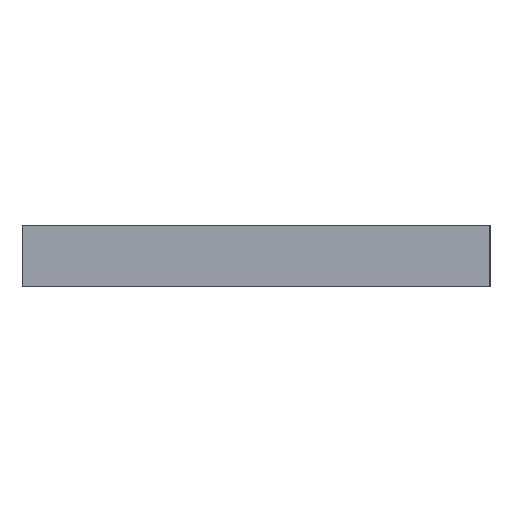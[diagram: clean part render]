
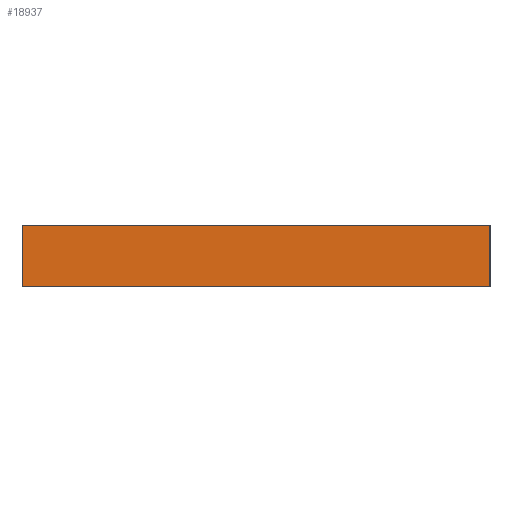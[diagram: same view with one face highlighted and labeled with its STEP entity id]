
A CAD part, left-side view. The second image highlights one B-rep face of the part: STEP entity #18937.
In plain terms, the highlighted planar face has unit normal (-1, 0, 0).
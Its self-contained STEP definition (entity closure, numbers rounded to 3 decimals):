
#2403=FACE_OUTER_BOUND('',#3463,.T.);
#3463=EDGE_LOOP('',(#17383,#17384,#17385,#17386));
#3862=LINE('',#29984,#5746);
#5344=LINE('',#33878,#7228);
#5347=LINE('',#33883,#7231);
#5348=LINE('',#33884,#7232);
#5746=VECTOR('',#20713,10.);
#7228=VECTOR('',#24453,10.);
#7231=VECTOR('',#24458,10.);
#7232=VECTOR('',#24459,10.);
#7796=VERTEX_POINT('',#29978);
#7798=VERTEX_POINT('',#29982);
#9080=VERTEX_POINT('',#33875);
#9081=VERTEX_POINT('',#33877);
#9926=EDGE_CURVE('',#7796,#7798,#3862,.T.);
#11848=EDGE_CURVE('',#9080,#9081,#5344,.T.);
#11851=EDGE_CURVE('',#7798,#9081,#5347,.T.);
#11852=EDGE_CURVE('',#7796,#9080,#5348,.T.);
#17383=ORIENTED_EDGE('',*,*,#9926,.T.);
#17384=ORIENTED_EDGE('',*,*,#11851,.T.);
#17385=ORIENTED_EDGE('',*,*,#11848,.F.);
#17386=ORIENTED_EDGE('',*,*,#11852,.F.);
#17944=PLANE('',#20160);
#18937=ADVANCED_FACE('',(#2403),#17944,.T.);
#20160=AXIS2_PLACEMENT_3D('',#33882,#24456,#24457);
#20713=DIRECTION('',(0.,1.,0.));
#24453=DIRECTION('',(0.,1.,0.));
#24456=DIRECTION('center_axis',(-1.,0.,0.));
#24457=DIRECTION('ref_axis',(0.,1.,0.));
#24458=DIRECTION('',(0.,0.,-1.));
#24459=DIRECTION('',(0.,0.,-1.));
#29978=CARTESIAN_POINT('',(-9.25,-19.441,0.));
#29982=CARTESIAN_POINT('',(-9.25,41.559,0.));
#29984=CARTESIAN_POINT('',(-9.25,-19.441,0.));
#33875=CARTESIAN_POINT('',(-9.25,-19.441,-8.));
#33877=CARTESIAN_POINT('',(-9.25,41.559,-8.));
#33878=CARTESIAN_POINT('',(-9.25,-19.441,-8.));
#33882=CARTESIAN_POINT('Origin',(-9.25,-19.441,0.));
#33883=CARTESIAN_POINT('',(-9.25,41.559,0.));
#33884=CARTESIAN_POINT('',(-9.25,-19.441,0.));
